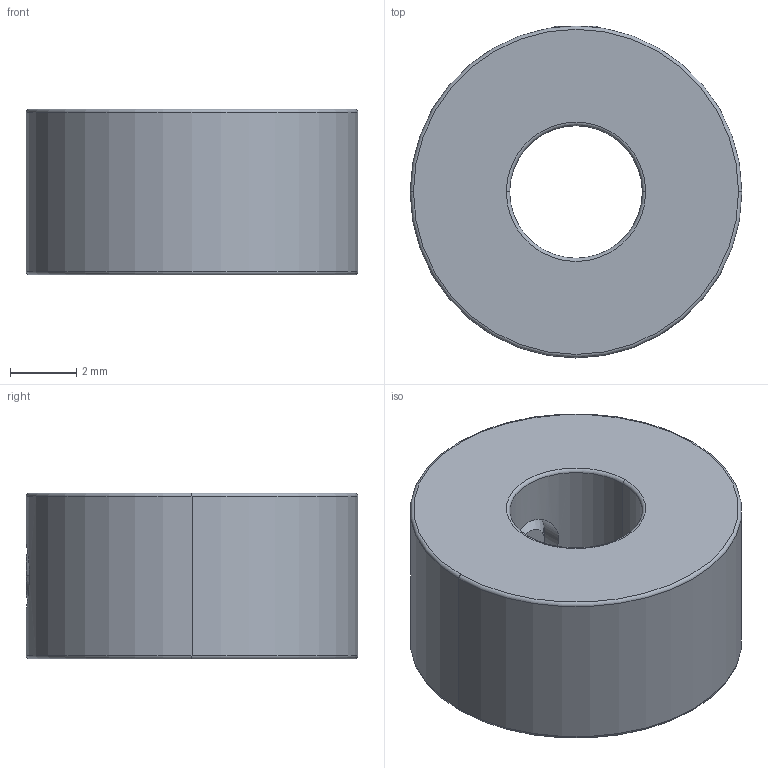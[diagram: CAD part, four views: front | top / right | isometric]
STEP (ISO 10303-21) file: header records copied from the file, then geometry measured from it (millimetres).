
FILE_DESCRIPTION (( 'STEP AP203' ), '1' );
FILE_NAME ('57485K64.step', '2013-04-26T15:09:49', ( '' ), ( '' ), 'SwSTEP 2.0', 'SolidWorks 2010', '' );
FILE_SCHEMA (( 'CONFIG_CONTROL_DESIGN' ));
Length unit declared in the file: millimetre
Products named in the file (1): 57485K64
Bounding box: 10 x 10 x 5 mm (x, y, z)
Volume: 328.3 mm3; surface area: 385.7 mm2
Topology: 2 solids, 2 shells, 33 faces, 72 edges, 43 vertices
Faces by surface type: plane 11, torus 8, cylinder 8, cone 6
Entity records: 1033 total; most frequent: CARTESIAN_POINT 215, DIRECTION 168, ORIENTED_EDGE 140, EDGE_CURVE 70, AXIS2_PLACEMENT_3D 68, VERTEX_POINT 43, EDGE_LOOP 39, CIRCLE 34
